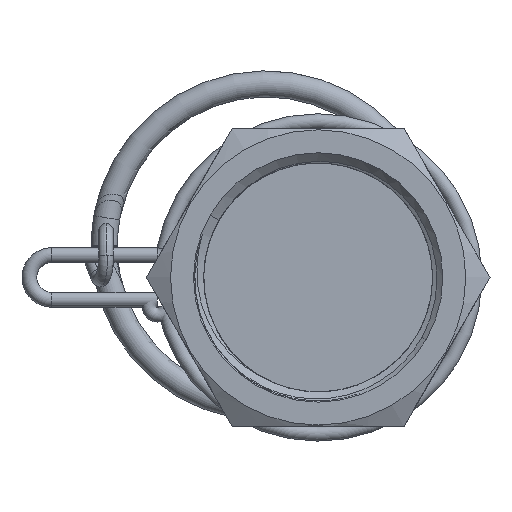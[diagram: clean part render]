
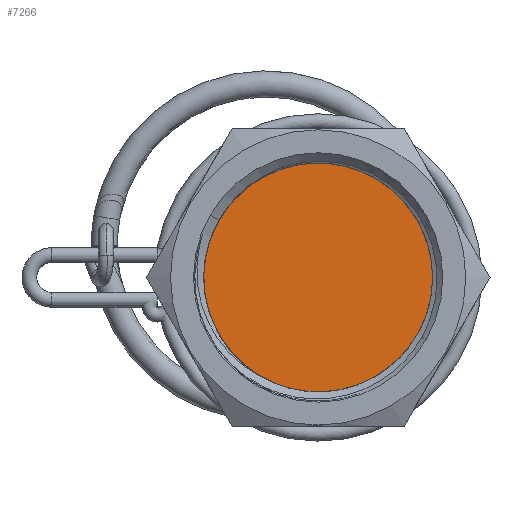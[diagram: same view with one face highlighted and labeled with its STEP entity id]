
A CAD part, left-side view. The second image highlights one B-rep face of the part: STEP entity #7266.
In plain terms, the highlighted face is planar.
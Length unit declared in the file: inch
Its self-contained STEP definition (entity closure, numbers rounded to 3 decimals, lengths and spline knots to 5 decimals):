
#584 = CARTESIAN_POINT ( 'NONE',  ( 0., -0.047, 0.48125 ) ) ;
#1060 = ORIENTED_EDGE ( 'NONE', *, *, #4228, .F. ) ;
#1791 = EDGE_LOOP ( 'NONE', ( #5757, #1060 ) ) ;
#1923 = DIRECTION ( 'NONE',  ( 0., 0., 1. ) ) ;
#2128 = CIRCLE ( 'NONE', #7247, 0.48125 ) ;
#2298 = DIRECTION ( 'NONE',  ( 0., 0., 1. ) ) ;
#2666 = CARTESIAN_POINT ( 'NONE',  ( 0., -0.047, 0. ) ) ;
#3535 = CIRCLE ( 'NONE', #5716, 0.48125 ) ;
#4008 = AXIS2_PLACEMENT_3D ( 'NONE', #8853, #6039, #1923 ) ;
#4228 = EDGE_CURVE ( 'NONE', #4491, #8721, #2128, .T. ) ;
#4276 = DIRECTION ( 'NONE',  ( 0., 1., 0. ) ) ;
#4309 = CARTESIAN_POINT ( 'NONE',  ( 0., -0.047, 0. ) ) ;
#4491 = VERTEX_POINT ( 'NONE', #584 ) ;
#4586 = FACE_OUTER_BOUND ( 'NONE', #1791, .T. ) ;
#5352 = CARTESIAN_POINT ( 'NONE',  ( 0., -0.047, -0.48125 ) ) ;
#5366 = EDGE_CURVE ( 'NONE', #8721, #4491, #3535, .T. ) ;
#5716 = AXIS2_PLACEMENT_3D ( 'NONE', #2666, #8203, #7524 ) ;
#5757 = ORIENTED_EDGE ( 'NONE', *, *, #5366, .F. ) ;
#6039 = DIRECTION ( 'NONE',  ( 0., 1., 0. ) ) ;
#7247 = AXIS2_PLACEMENT_3D ( 'NONE', #4309, #4276, #2298 ) ;
#7266 = ADVANCED_FACE ( 'NONE', ( #4586 ), #7509, .F. ) ;
#7509 = PLANE ( 'NONE',  #4008 ) ;
#7524 = DIRECTION ( 'NONE',  ( 0., 0., 1. ) ) ;
#8203 = DIRECTION ( 'NONE',  ( 0., 1., 0. ) ) ;
#8721 = VERTEX_POINT ( 'NONE', #5352 ) ;
#8853 = CARTESIAN_POINT ( 'NONE',  ( 0., -0.047, 0. ) ) ;
